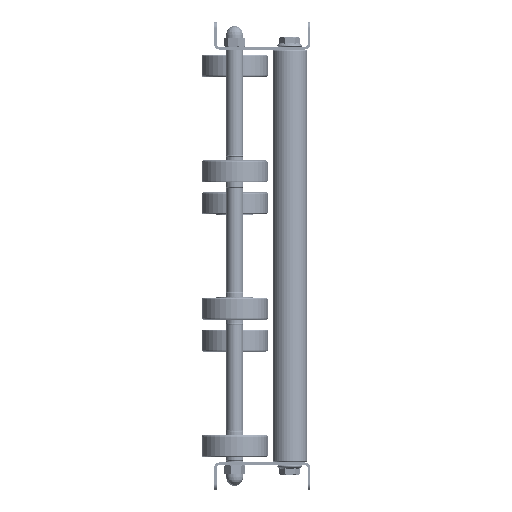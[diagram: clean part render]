
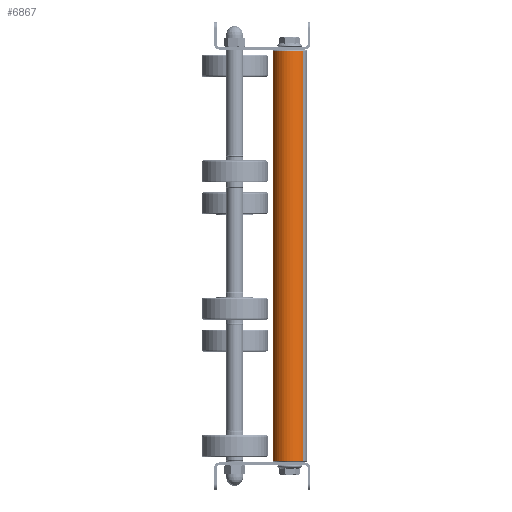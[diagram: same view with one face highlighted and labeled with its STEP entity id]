
A CAD part, left-side view. The second image highlights one B-rep face of the part: STEP entity #6867.
In plain terms, the highlighted cylindrical face has radius 12.5 mm (diameter 25 mm), a partial arc.
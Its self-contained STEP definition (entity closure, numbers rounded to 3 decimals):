
#661 = ORIENTED_EDGE ( 'NONE', *, *, #13510, .F. ) ;
#843 = ORIENTED_EDGE ( 'NONE', *, *, #24137, .T. ) ;
#1190 = DIRECTION ( 'NONE',  ( 0., 0., -1. ) ) ;
#1247 = DIRECTION ( 'NONE',  ( 0., 0., 1. ) ) ;
#1702 = VERTEX_POINT ( 'NONE', #17065 ) ;
#3011 = DIRECTION ( 'NONE',  ( -1., 0., 0. ) ) ;
#3162 = DIRECTION ( 'NONE',  ( -1., 0., 0. ) ) ;
#3236 = ORIENTED_EDGE ( 'NONE', *, *, #19345, .T. ) ;
#3253 = CIRCLE ( 'NONE', #12936, 12.5 ) ;
#3350 = AXIS2_PLACEMENT_3D ( 'NONE', #12876, #3011, #1247 ) ;
#3406 = VECTOR ( 'NONE', #3162, 1000. ) ;
#4225 = LINE ( 'NONE', #21810, #21945 ) ;
#4987 = DIRECTION ( 'NONE',  ( 1., 0., 0. ) ) ;
#5203 = CARTESIAN_POINT ( 'NONE',  ( 300., 0., 12.5 ) ) ;
#6867 = ADVANCED_FACE ( 'NONE', ( #7195 ), #12629, .T. ) ;
#7195 = FACE_OUTER_BOUND ( 'NONE', #20208, .T. ) ;
#8630 = DIRECTION ( 'NONE',  ( 0., 0., -1. ) ) ;
#10277 = CARTESIAN_POINT ( 'NONE',  ( 299., 0., 0. ) ) ;
#12629 = CYLINDRICAL_SURFACE ( 'NONE', #3350, 12.5 ) ;
#12876 = CARTESIAN_POINT ( 'NONE',  ( 300., 0., 0. ) ) ;
#12936 = AXIS2_PLACEMENT_3D ( 'NONE', #21930, #4987, #1190 ) ;
#13384 = CARTESIAN_POINT ( 'NONE',  ( 299., 0., -12.5 ) ) ;
#13510 = EDGE_CURVE ( 'NONE', #23009, #14145, #4225, .T. ) ;
#13663 = ORIENTED_EDGE ( 'NONE', *, *, #15312, .T. ) ;
#14145 = VERTEX_POINT ( 'NONE', #15070 ) ;
#15070 = CARTESIAN_POINT ( 'NONE',  ( 1., 0., -12.5 ) ) ;
#15312 = EDGE_CURVE ( 'NONE', #23009, #18659, #17186, .T. ) ;
#15698 = CARTESIAN_POINT ( 'NONE',  ( 299., 0., 12.5 ) ) ;
#16340 = LINE ( 'NONE', #5203, #3406 ) ;
#17065 = CARTESIAN_POINT ( 'NONE',  ( 1., 0., 12.5 ) ) ;
#17186 = CIRCLE ( 'NONE', #23254, 12.5 ) ;
#17896 = DIRECTION ( 'NONE',  ( -1., 0., 0. ) ) ;
#18659 = VERTEX_POINT ( 'NONE', #15698 ) ;
#19345 = EDGE_CURVE ( 'NONE', #1702, #14145, #3253, .T. ) ;
#19872 = DIRECTION ( 'NONE',  ( -1., 0., 0. ) ) ;
#20208 = EDGE_LOOP ( 'NONE', ( #661, #13663, #843, #3236 ) ) ;
#21810 = CARTESIAN_POINT ( 'NONE',  ( 300., 0., -12.5 ) ) ;
#21930 = CARTESIAN_POINT ( 'NONE',  ( 1., 0., 0. ) ) ;
#21945 = VECTOR ( 'NONE', #17896, 1000. ) ;
#23009 = VERTEX_POINT ( 'NONE', #13384 ) ;
#23254 = AXIS2_PLACEMENT_3D ( 'NONE', #10277, #19872, #8630 ) ;
#24137 = EDGE_CURVE ( 'NONE', #18659, #1702, #16340, .T. ) ;
